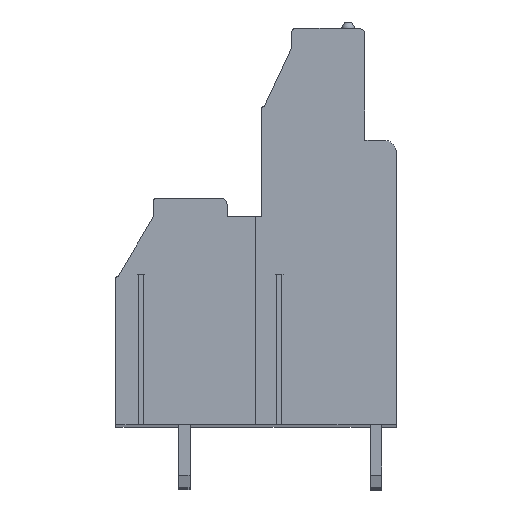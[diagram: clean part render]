
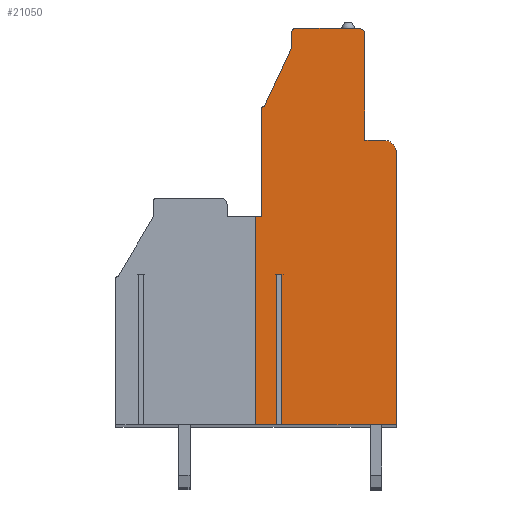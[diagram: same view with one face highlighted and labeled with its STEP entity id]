
A CAD part, top view. The second image highlights one B-rep face of the part: STEP entity #21050.
In plain terms, the highlighted planar face has unit normal (0, 0, 1).
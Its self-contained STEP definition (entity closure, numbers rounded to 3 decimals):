
#13=DIRECTION('',(0.,-1.,0.));
#14=VECTOR('',#13,8.6);
#15=CARTESIAN_POINT('',(-5.15,8.6,109.22));
#16=LINE('',#15,#14);
#17=CARTESIAN_POINT('',(-4.95,8.6,109.22));
#18=DIRECTION('',(0.,0.,1.));
#19=DIRECTION('',(0.,1.,0.));
#20=AXIS2_PLACEMENT_3D('',#17,#18,#19);
#22=DIRECTION('',(-0.424,-0.906,0.));
#23=VECTOR('',#22,5.189);
#24=CARTESIAN_POINT('',(-2.75,13.5,109.22));
#25=LINE('',#24,#23);
#26=DIRECTION('',(0.,-1.,0.));
#27=VECTOR('',#26,1.2);
#28=CARTESIAN_POINT('',(-2.75,14.7,109.22));
#29=LINE('',#28,#27);
#30=CARTESIAN_POINT('',(-2.45,14.7,109.22));
#31=DIRECTION('',(0.,0.,1.));
#32=DIRECTION('',(0.,1.,0.));
#33=AXIS2_PLACEMENT_3D('',#30,#31,#32);
#35=DIRECTION('',(-1.,0.,0.));
#36=VECTOR('',#35,5.);
#37=CARTESIAN_POINT('',(2.55,15.,109.22));
#38=LINE('',#37,#36);
#39=CARTESIAN_POINT('',(2.55,14.5,109.22));
#40=DIRECTION('',(0.,0.,1.));
#41=DIRECTION('',(1.,0.,0.));
#42=AXIS2_PLACEMENT_3D('',#39,#40,#41);
#44=DIRECTION('',(0.,1.,0.));
#45=VECTOR('',#44,8.4);
#46=CARTESIAN_POINT('',(3.05,6.1,109.22));
#47=LINE('',#46,#45);
#48=DIRECTION('',(-1.,0.,0.));
#49=VECTOR('',#48,1.5);
#50=CARTESIAN_POINT('',(4.55,6.1,109.22));
#51=LINE('',#50,#49);
#52=CARTESIAN_POINT('',(4.55,5.1,109.22));
#53=DIRECTION('',(0.,0.,1.));
#54=DIRECTION('',(1.,0.,0.));
#55=AXIS2_PLACEMENT_3D('',#52,#53,#54);
#57=DIRECTION('',(0.,1.,0.));
#58=VECTOR('',#57,21.6);
#59=CARTESIAN_POINT('',(5.55,-16.5,109.22));
#60=LINE('',#59,#58);
#61=DIRECTION('',(0.,1.,0.));
#62=VECTOR('',#61,11.95);
#63=CARTESIAN_POINT('',(-3.56,-16.5,109.22));
#64=LINE('',#63,#62);
#65=DIRECTION('',(-1.,0.,0.));
#66=VECTOR('',#65,0.38);
#67=CARTESIAN_POINT('',(-3.56,-4.55,109.22));
#68=LINE('',#67,#66);
#69=DIRECTION('',(0.,1.,0.));
#70=VECTOR('',#69,11.95);
#71=CARTESIAN_POINT('',(-3.94,-16.5,109.22));
#72=LINE('',#71,#70);
#77=DIRECTION('',(0.,-1.,0.));
#78=VECTOR('',#77,16.5);
#79=CARTESIAN_POINT('',(-5.65,0.,109.22));
#80=LINE('',#79,#78);
#174=DIRECTION('',(1.,0.,0.));
#175=VECTOR('',#174,1.71);
#176=CARTESIAN_POINT('',(-5.65,-16.5,109.22));
#177=LINE('',#176,#175);
#200=DIRECTION('',(1.,0.,0.));
#201=VECTOR('',#200,9.11);
#202=CARTESIAN_POINT('',(-3.56,-16.5,109.22));
#203=LINE('',#202,#201);
#1620=DIRECTION('',(-1.,0.,0.));
#1621=VECTOR('',#1620,0.5);
#1622=CARTESIAN_POINT('',(-5.15,0.,109.22));
#1623=LINE('',#1622,#1621);
#16215=CARTESIAN_POINT('',(5.55,-16.5,109.22));
#16216=CARTESIAN_POINT('',(5.55,5.1,109.22));
#16217=VERTEX_POINT('',#16215);
#16218=VERTEX_POINT('',#16216);
#16219=CARTESIAN_POINT('',(4.55,6.1,109.22));
#16220=VERTEX_POINT('',#16219);
#16221=CARTESIAN_POINT('',(3.05,6.1,109.22));
#16222=VERTEX_POINT('',#16221);
#16223=CARTESIAN_POINT('',(3.05,14.5,109.22));
#16224=VERTEX_POINT('',#16223);
#16225=CARTESIAN_POINT('',(2.55,15.,109.22));
#16226=VERTEX_POINT('',#16225);
#16227=CARTESIAN_POINT('',(-2.45,15.,109.22));
#16228=VERTEX_POINT('',#16227);
#16229=CARTESIAN_POINT('',(-2.75,14.7,109.22));
#16230=VERTEX_POINT('',#16229);
#16231=CARTESIAN_POINT('',(-2.75,13.5,109.22));
#16232=VERTEX_POINT('',#16231);
#16233=CARTESIAN_POINT('',(-4.95,8.8,109.22));
#16234=VERTEX_POINT('',#16233);
#16235=CARTESIAN_POINT('',(-5.15,8.6,109.22));
#16236=VERTEX_POINT('',#16235);
#16237=CARTESIAN_POINT('',(-5.15,0.,109.22));
#16238=VERTEX_POINT('',#16237);
#16283=CARTESIAN_POINT('',(-3.56,-4.55,109.22));
#16284=CARTESIAN_POINT('',(-3.94,-4.55,109.22));
#16285=VERTEX_POINT('',#16283);
#16286=VERTEX_POINT('',#16284);
#16287=CARTESIAN_POINT('',(-3.94,-16.5,109.22));
#16288=VERTEX_POINT('',#16287);
#16289=CARTESIAN_POINT('',(-3.56,-16.5,109.22));
#16290=VERTEX_POINT('',#16289);
#16457=CARTESIAN_POINT('',(-5.65,-16.5,109.22));
#16459=VERTEX_POINT('',#16457);
#16461=CARTESIAN_POINT('',(-5.65,0.,109.22));
#16462=VERTEX_POINT('',#16461);
#21007=CARTESIAN_POINT('',(0.,0.,109.22));
#21008=DIRECTION('',(0.,0.,1.));
#21009=DIRECTION('',(1.,0.,0.));
#21010=AXIS2_PLACEMENT_3D('',#21007,#21008,#21009);
#21011=PLANE('',#21010);
#21013=ORIENTED_EDGE('',*,*,#21012,.F.);
#21015=ORIENTED_EDGE('',*,*,#21014,.F.);
#21017=ORIENTED_EDGE('',*,*,#21016,.F.);
#21019=ORIENTED_EDGE('',*,*,#21018,.F.);
#21021=ORIENTED_EDGE('',*,*,#21020,.F.);
#21023=ORIENTED_EDGE('',*,*,#21022,.F.);
#21025=ORIENTED_EDGE('',*,*,#21024,.F.);
#21027=ORIENTED_EDGE('',*,*,#21026,.F.);
#21029=ORIENTED_EDGE('',*,*,#21028,.F.);
#21031=ORIENTED_EDGE('',*,*,#21030,.F.);
#21033=ORIENTED_EDGE('',*,*,#21032,.F.);
#21035=ORIENTED_EDGE('',*,*,#21034,.F.);
#21037=ORIENTED_EDGE('',*,*,#21036,.F.);
#21039=ORIENTED_EDGE('',*,*,#21038,.F.);
#21041=ORIENTED_EDGE('',*,*,#21040,.T.);
#21043=ORIENTED_EDGE('',*,*,#21042,.T.);
#21045=ORIENTED_EDGE('',*,*,#21044,.F.);
#21047=ORIENTED_EDGE('',*,*,#21046,.F.);
#21048=EDGE_LOOP('',(#21013,#21015,#21017,#21019,#21021,#21023,#21025,#21027,
#21029,#21031,#21033,#21035,#21037,#21039,#21041,#21043,#21045,#21047));
#21049=FACE_OUTER_BOUND('',#21048,.F.);
#21=CIRCLE('',#20,0.2);
#34=CIRCLE('',#33,0.3);
#43=CIRCLE('',#42,0.5);
#56=CIRCLE('',#55,1.);
#21012=EDGE_CURVE('',#16462,#16459,#80,.T.);
#21014=EDGE_CURVE('',#16238,#16462,#1623,.T.);
#21016=EDGE_CURVE('',#16236,#16238,#16,.T.);
#21018=EDGE_CURVE('',#16234,#16236,#21,.T.);
#21020=EDGE_CURVE('',#16232,#16234,#25,.T.);
#21022=EDGE_CURVE('',#16230,#16232,#29,.T.);
#21024=EDGE_CURVE('',#16228,#16230,#34,.T.);
#21026=EDGE_CURVE('',#16226,#16228,#38,.T.);
#21028=EDGE_CURVE('',#16224,#16226,#43,.T.);
#21030=EDGE_CURVE('',#16222,#16224,#47,.T.);
#21032=EDGE_CURVE('',#16220,#16222,#51,.T.);
#21034=EDGE_CURVE('',#16218,#16220,#56,.T.);
#21036=EDGE_CURVE('',#16217,#16218,#60,.T.);
#21038=EDGE_CURVE('',#16290,#16217,#203,.T.);
#21040=EDGE_CURVE('',#16290,#16285,#64,.T.);
#21042=EDGE_CURVE('',#16285,#16286,#68,.T.);
#21044=EDGE_CURVE('',#16288,#16286,#72,.T.);
#21046=EDGE_CURVE('',#16459,#16288,#177,.T.);
#21050=ADVANCED_FACE('',(#21049),#21011,.T.);
